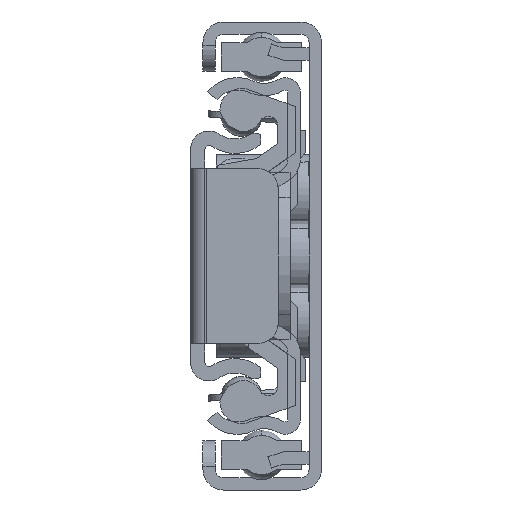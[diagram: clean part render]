
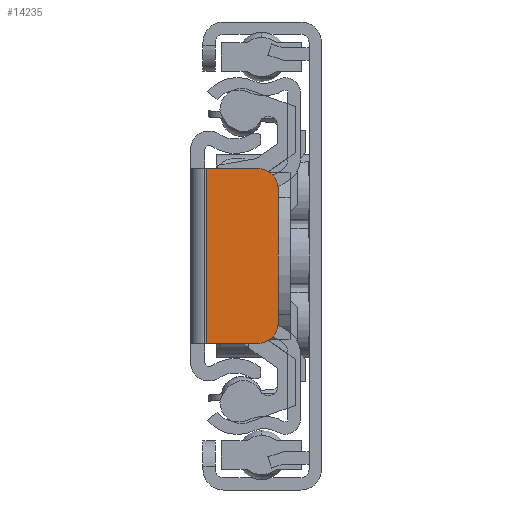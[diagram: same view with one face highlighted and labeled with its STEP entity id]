
A CAD part, front view. The second image highlights one B-rep face of the part: STEP entity #14235.
In plain terms, the highlighted face is planar.
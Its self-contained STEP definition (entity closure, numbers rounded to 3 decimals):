
#13088=DIRECTION('',(0.,0.,1.));
#13089=VECTOR('',#13088,17.);
#13090=CARTESIAN_POINT('',(-1.9,696.5,-8.5));
#13091=LINE('',#13090,#13089);
#13092=DIRECTION('',(-1.,0.,0.));
#13093=VECTOR('',#13092,5.);
#13094=CARTESIAN_POINT('',(3.1,696.5,-8.5));
#13095=LINE('',#13094,#13093);
#13096=CARTESIAN_POINT('',(3.1,696.5,-6.5));
#13097=DIRECTION('',(0.,1.,0.));
#13098=DIRECTION('',(1.,0.,0.));
#13099=AXIS2_PLACEMENT_3D('',#13096,#13097,#13098);
#13101=DIRECTION('',(0.,0.,-1.));
#13102=VECTOR('',#13101,13.);
#13103=CARTESIAN_POINT('',(5.1,696.5,6.5));
#13104=LINE('',#13103,#13102);
#13105=CARTESIAN_POINT('',(3.1,696.5,6.5));
#13106=DIRECTION('',(0.,1.,0.));
#13107=DIRECTION('',(0.,0.,1.));
#13108=AXIS2_PLACEMENT_3D('',#13105,#13106,#13107);
#13110=DIRECTION('',(1.,0.,0.));
#13111=VECTOR('',#13110,5.);
#13112=CARTESIAN_POINT('',(-1.9,696.5,8.5));
#13113=LINE('',#13112,#13111);
#13380=CARTESIAN_POINT('',(3.1,696.5,8.5));
#13381=CARTESIAN_POINT('',(5.1,696.5,6.5));
#13382=VERTEX_POINT('',#13380);
#13383=VERTEX_POINT('',#13381);
#13384=CARTESIAN_POINT('',(5.1,696.5,-6.5));
#13385=VERTEX_POINT('',#13384);
#13386=CARTESIAN_POINT('',(3.1,696.5,-8.5));
#13387=VERTEX_POINT('',#13386);
#13388=CARTESIAN_POINT('',(-1.9,696.5,8.5));
#13390=VERTEX_POINT('',#13388);
#13394=CARTESIAN_POINT('',(-1.9,696.5,-8.5));
#13395=VERTEX_POINT('',#13394);
#14219=CARTESIAN_POINT('',(-3.4,696.5,0.));
#14220=DIRECTION('',(0.,1.,0.));
#14221=DIRECTION('',(1.,0.,0.));
#14222=AXIS2_PLACEMENT_3D('',#14219,#14220,#14221);
#14223=PLANE('',#14222);
#14224=ORIENTED_EDGE('',*,*,#14196,.F.);
#14225=ORIENTED_EDGE('',*,*,#14182,.F.);
#14227=ORIENTED_EDGE('',*,*,#14226,.F.);
#14229=ORIENTED_EDGE('',*,*,#14228,.F.);
#14231=ORIENTED_EDGE('',*,*,#14230,.F.);
#14232=ORIENTED_EDGE('',*,*,#14207,.F.);
#14233=EDGE_LOOP('',(#14224,#14225,#14227,#14229,#14231,#14232));
#14234=FACE_OUTER_BOUND('',#14233,.F.);
#14235=ADVANCED_FACE('',(#14234),#14223,.T.);
#13100=CIRCLE('',#13099,2.);
#13109=CIRCLE('',#13108,2.);
#14182=EDGE_CURVE('',#13387,#13395,#13095,.T.);
#14196=EDGE_CURVE('',#13395,#13390,#13091,.T.);
#14207=EDGE_CURVE('',#13390,#13382,#13113,.T.);
#14226=EDGE_CURVE('',#13385,#13387,#13100,.T.);
#14228=EDGE_CURVE('',#13383,#13385,#13104,.T.);
#14230=EDGE_CURVE('',#13382,#13383,#13109,.T.);
